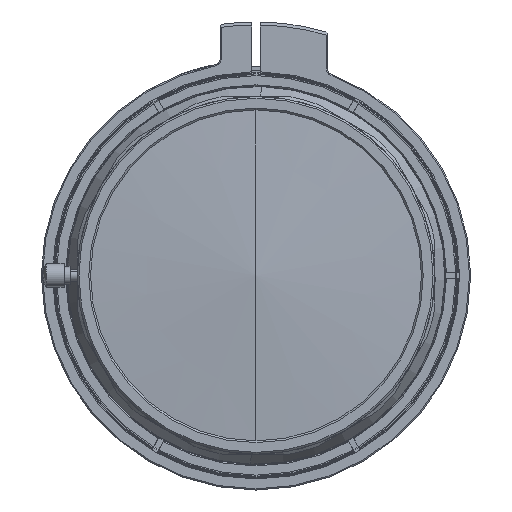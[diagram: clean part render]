
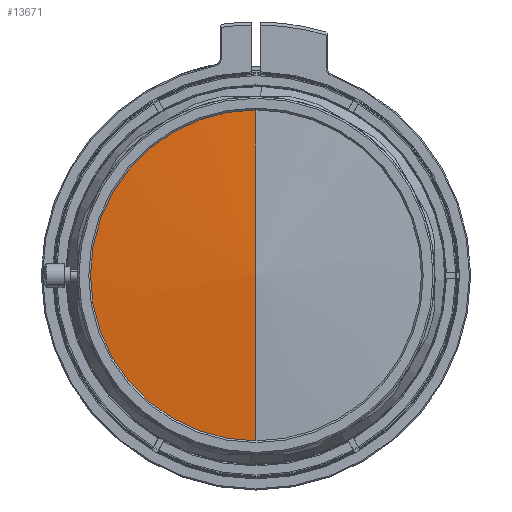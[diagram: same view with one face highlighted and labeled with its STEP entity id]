
A CAD part, left-side view. The second image highlights one B-rep face of the part: STEP entity #13671.
In plain terms, the highlighted conical face has half-angle 86.554 degrees and reference radius 28.84 mm.
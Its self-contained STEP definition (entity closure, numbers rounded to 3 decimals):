
#1181 = DIRECTION ( 'NONE',  ( 0.06, 0., -0.998 ) ) ;
#1372 = DIRECTION ( 'NONE',  ( 0.06, 0., 0.998 ) ) ;
#1540 = DIRECTION ( 'NONE',  ( 1., 0., 0. ) ) ;
#2278 = VECTOR ( 'NONE', #1181, 1000. ) ;
#2469 = VECTOR ( 'NONE', #1372, 1000. ) ;
#2631 = CIRCLE ( 'NONE', #16546, 27.75 ) ;
#3817 = EDGE_LOOP ( 'NONE', ( #14107, #12250, #3914, #4030 ) ) ;
#3914 = ORIENTED_EDGE ( 'NONE', *, *, #4063, .F. ) ;
#4030 = ORIENTED_EDGE ( 'NONE', *, *, #8362, .F. ) ;
#4063 = EDGE_CURVE ( 'NONE', #14628, #11005, #2631, .T. ) ;
#4102 = AXIS2_PLACEMENT_3D ( 'NONE', #10947, #8463, #7057 ) ;
#6888 = CARTESIAN_POINT ( 'NONE',  ( 1.671, 0., -27.75 ) ) ;
#7057 = DIRECTION ( 'NONE',  ( 0., 0., -1. ) ) ;
#7545 = LINE ( 'NONE', #14118, #2469 ) ;
#8087 = DIRECTION ( 'NONE',  ( 1., 0., 0. ) ) ;
#8349 = CIRCLE ( 'NONE', #4102, 27.75 ) ;
#8362 = EDGE_CURVE ( 'NONE', #8878, #14628, #8349, .T. ) ;
#8463 = DIRECTION ( 'NONE',  ( 1., 0., 0. ) ) ;
#8698 = EDGE_CURVE ( 'NONE', #10751, #8878, #13590, .T. ) ;
#8878 = VERTEX_POINT ( 'NONE', #6888 ) ;
#9626 = CONICAL_SURFACE ( 'NONE', #16623, 28.84, 1.511 ) ;
#9787 = EDGE_CURVE ( 'NONE', #10751, #11005, #7545, .T. ) ;
#10751 = VERTEX_POINT ( 'NONE', #16418 ) ;
#10947 = CARTESIAN_POINT ( 'NONE',  ( 1.671, 0., 0. ) ) ;
#11005 = VERTEX_POINT ( 'NONE', #14940 ) ;
#11884 = DIRECTION ( 'NONE',  ( 0., 0., -1. ) ) ;
#11917 = CARTESIAN_POINT ( 'NONE',  ( 1.671, 0., 0. ) ) ;
#12250 = ORIENTED_EDGE ( 'NONE', *, *, #9787, .T. ) ;
#12406 = CARTESIAN_POINT ( 'NONE',  ( 1.671, 27.75, 0. ) ) ;
#13590 = LINE ( 'NONE', #13990, #2278 ) ;
#13671 = ADVANCED_FACE ( 'NONE', ( #14659 ), #9626, .T. ) ;
#13990 = CARTESIAN_POINT ( 'NONE',  ( 1.737, 0., -28.84 ) ) ;
#14107 = ORIENTED_EDGE ( 'NONE', *, *, #8698, .F. ) ;
#14118 = CARTESIAN_POINT ( 'NONE',  ( 1.737, 0., 28.84 ) ) ;
#14460 = CARTESIAN_POINT ( 'NONE',  ( 1.737, 0., 0. ) ) ;
#14628 = VERTEX_POINT ( 'NONE', #12406 ) ;
#14659 = FACE_OUTER_BOUND ( 'NONE', #3817, .T. ) ;
#14940 = CARTESIAN_POINT ( 'NONE',  ( 1.671, 0., 27.75 ) ) ;
#15716 = DIRECTION ( 'NONE',  ( 0., 0., -1. ) ) ;
#16418 = CARTESIAN_POINT ( 'NONE',  ( 0., 0., 0. ) ) ;
#16546 = AXIS2_PLACEMENT_3D ( 'NONE', #11917, #8087, #15716 ) ;
#16623 = AXIS2_PLACEMENT_3D ( 'NONE', #14460, #1540, #11884 ) ;
